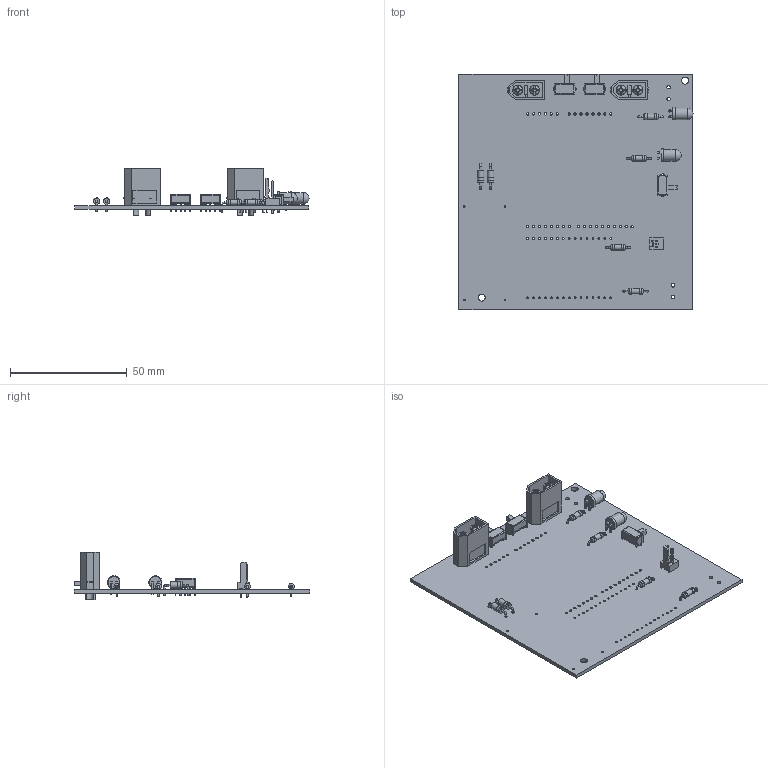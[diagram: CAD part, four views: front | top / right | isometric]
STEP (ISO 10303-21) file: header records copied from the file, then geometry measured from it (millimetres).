
FILE_DESCRIPTION(('KiCad electronic assembly'),'2;1');
FILE_NAME('V1.step','2024-09-21T11:33:08',('Pcbnew'),('Kicad'), 'Open CASCADE STEP processor 7.8','KiCad to STEP converter','Unknown' );
FILE_SCHEMA(('AUTOMOTIVE_DESIGN { 1 0 10303 214 1 1 1 1 }'));
Length unit declared in the file: millimetre
Products named in the file (14): V1 1; AMASS_XT60-M_1x02_P7.2mm_Vertical; XT60 male v9; R_Axial_DIN0207_L6.3mm_D2.5mm_P10.16mm_Horizontal; R_Axial_DIN0207_L63mm_D25mm_P1016mm_Horizontal; SW_Slide_SPDT_Angled_CK_OS102011MA1Q; D_DO-41_SOD81_P10.16mm_Horizontal; LED_D5.0mm_Horizontal_O1.27mm_Z3.0mm; Molex_KK-254_AE-6410-02A_1x02_P2.54mm_Vertical; Molex_AE_6410_02A; V1_PCB
Assembly tree (21 placements, depth 3):
  V1 1
    AMASS_XT60-M_1x02_P7.2mm_Vertical  x2
      XT60 male v9
    R_Axial_DIN0207_L6.3mm_D2.5mm_P10.16mm_Horizontal  x4
      R_Axial_DIN0207_L63mm_D25mm_P1016mm_Horizontal
    SW_Slide_SPDT_Angled_CK_OS102011MA1Q  x3
      SW_Slide_SPDT_Angled_CK_OS102011MA1Q
    D_DO-41_SOD81_P10.16mm_Horizontal  x2
      D_DO-41_SOD81_P10.16mm_Horizontal
    LED_D5.0mm_Horizontal_O1.27mm_Z3.0mm  x2
      LED_D5.0mm_Horizontal_O1.27mm_Z3.0mm
    Molex_KK-254_AE-6410-02A_1x02_P2.54mm_Vertical
      Molex_AE_6410_02A
    V1_PCB
Bounding box: 100.2 x 101 x 20.5 mm (x, y, z)
Volume: 19012.2 mm3; surface area: 28307.2 mm2
Topology: 34 solids, 34 shells, 1235 faces, 2909 edges, 1782 vertices
Faces by surface type: plane 941, cylinder 248, torus 20, bspline 16, cone 8, sphere 2
Full cylindrical faces by diameter (mm): 0.6 x16, 0.762 x34, 0.8 x16, 0.9 x13, 1 x32, 1.1 x4, 1.19 x2, 1.5 x6, 1.52 x4, 2.25 x4, 2.5 x8, 2.7 x4, 2.72 x2, 3 x6, 4.3 x8, 4.5 x4, 5 x2, 6 x4
Entity records: 20335 total; most frequent: CARTESIAN_POINT 3141, DIRECTION 2984, ORIENTED_EDGE 2860, EDGE_CURVE 1430, LINE 1038, VECTOR 1038, AXIS2_PLACEMENT_3D 973, VERTEX_POINT 898
